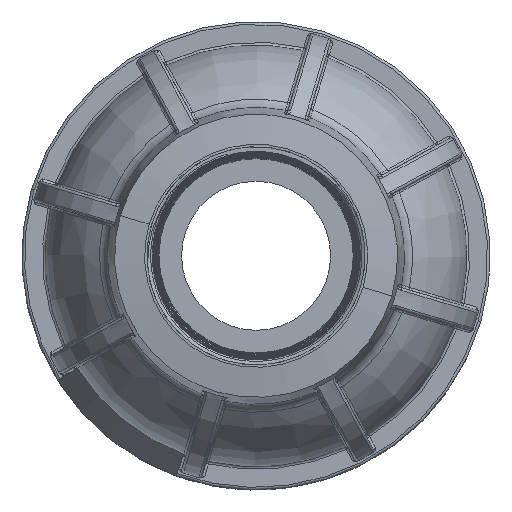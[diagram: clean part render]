
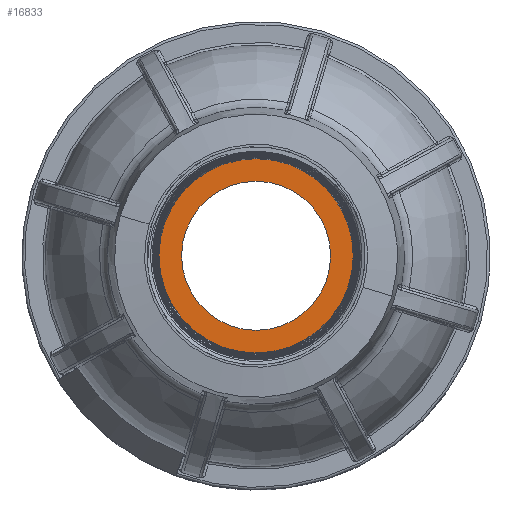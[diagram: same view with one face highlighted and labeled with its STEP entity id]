
A CAD part, left-side view. The second image highlights one B-rep face of the part: STEP entity #16833.
In plain terms, the highlighted planar face has unit normal (1, 0, 0).
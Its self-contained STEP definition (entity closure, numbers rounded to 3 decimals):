
#2188 = CARTESIAN_POINT ( 'NONE',  ( 0., -27.926, 7. ) ) ;
#2189 = CARTESIAN_POINT ( 'NONE',  ( 0., -27.926, -7. ) ) ;
#6038 = CARTESIAN_POINT ( 'NONE',  ( 0., -27.926, 9.125 ) ) ;
#6039 = CARTESIAN_POINT ( 'NONE',  ( 0., -27.926, -9.125 ) ) ;
#12953 = FACE_BOUND ( 'NONE', #30045, .T. ) ;
#12954 = FACE_OUTER_BOUND ( 'NONE', #30044, .T. ) ;
#15903 = ORIENTED_EDGE ( 'NONE', *, *, #16790, .F. ) ;
#15904 = ORIENTED_EDGE ( 'NONE', *, *, #16768, .F. ) ;
#15905 = ORIENTED_EDGE ( 'NONE', *, *, #16700, .T. ) ;
#15906 = ORIENTED_EDGE ( 'NONE', *, *, #16680, .T. ) ;
#16680 = EDGE_CURVE ( 'NONE', #37400, #37399, #19898, .T. ) ;
#16700 = EDGE_CURVE ( 'NONE', #37399, #37400, #19903, .T. ) ;
#16768 = EDGE_CURVE ( 'NONE', #24790, #24791, #19906, .T. ) ;
#16790 = EDGE_CURVE ( 'NONE', #24791, #24790, #19916, .T. ) ;
#16833 = ADVANCED_FACE ( 'NONE', ( #12953, #12954 ), #27139, .F. ) ;
#19316 = CARTESIAN_POINT ( 'NONE',  ( 0., -27.926, 0. ) ) ;
#19317 = DIRECTION ( 'NONE',  ( 1., 0., 0. ) ) ;
#19318 = DIRECTION ( 'NONE',  ( 0., 0., -1. ) ) ;
#19449 = CARTESIAN_POINT ( 'NONE',  ( 0., -27.926, 0. ) ) ;
#19450 = DIRECTION ( 'NONE',  ( 1., 0., 0. ) ) ;
#19451 = DIRECTION ( 'NONE',  ( 0., 0., -1. ) ) ;
#19898 = CIRCLE ( 'NONE', #19900, 9.125 ) ;
#19900 = AXIS2_PLACEMENT_3D ( 'NONE', #19316, #19317, #19318 ) ;
#19903 = CIRCLE ( 'NONE', #19905, 9.125 ) ;
#19905 = AXIS2_PLACEMENT_3D ( 'NONE', #19449, #19450, #19451 ) ;
#19906 = CIRCLE ( 'NONE', #19912, 7. ) ;
#19912 = AXIS2_PLACEMENT_3D ( 'NONE', #21295, #21296, #21297 ) ;
#19916 = CIRCLE ( 'NONE', #19944, 7. ) ;
#19944 = AXIS2_PLACEMENT_3D ( 'NONE', #21347, #21348, #21349 ) ;
#19982 = AXIS2_PLACEMENT_3D ( 'NONE', #27140, #27141, #27142 ) ;
#21295 = CARTESIAN_POINT ( 'NONE',  ( 0., -27.926, 0. ) ) ;
#21296 = DIRECTION ( 'NONE',  ( 1., 0., 0. ) ) ;
#21297 = DIRECTION ( 'NONE',  ( 0., 0., -1. ) ) ;
#21347 = CARTESIAN_POINT ( 'NONE',  ( 0., -27.926, 0. ) ) ;
#21348 = DIRECTION ( 'NONE',  ( 1., 0., 0. ) ) ;
#21349 = DIRECTION ( 'NONE',  ( 0., 0., -1. ) ) ;
#24790 = VERTEX_POINT ( 'NONE', #2188 ) ;
#24791 = VERTEX_POINT ( 'NONE', #2189 ) ;
#27139 = PLANE ( 'NONE',  #19982 ) ;
#27140 = CARTESIAN_POINT ( 'NONE',  ( 0., -20.926, 0. ) ) ;
#27141 = DIRECTION ( 'NONE',  ( -1., 0., 0. ) ) ;
#27142 = DIRECTION ( 'NONE',  ( 0., 0., 1. ) ) ;
#30044 = EDGE_LOOP ( 'NONE', ( #15905, #15906 ) ) ;
#30045 = EDGE_LOOP ( 'NONE', ( #15903, #15904 ) ) ;
#37399 = VERTEX_POINT ( 'NONE', #6038 ) ;
#37400 = VERTEX_POINT ( 'NONE', #6039 ) ;
